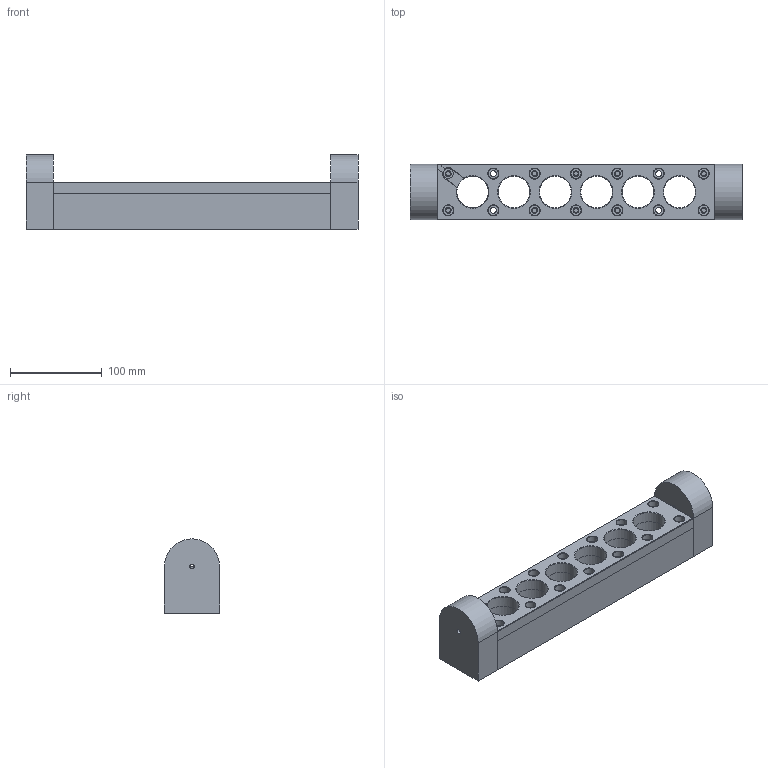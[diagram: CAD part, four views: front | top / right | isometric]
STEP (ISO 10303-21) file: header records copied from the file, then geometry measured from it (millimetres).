
FILE_DESCRIPTION(/* description */ (''),/* implementation_level */ '2;1');
FILE_NAME(/* name */ 'ER20 6S.step',/* time_stamp */ '2023-12-30T19:56:12-05:00',/* author */ (''),/* organization */ (''),/* preprocessor_version */ 'ST-DEVELOPER v20',/* originating_system */ 'Autodesk Translation Framework v12.14.0.127',/* authorisation */ '');
FILE_SCHEMA (('AUTOMOTIVE_DESIGN { 1 0 10303 214 3 1 1 }'));
Length unit declared in the file: millimetre
Products named in the file (1): Mockups
Bounding box: 361.2 x 60 x 80.8 mm (x, y, z)
Volume: 882207.4 mm3; surface area: 163272.2 mm2
Topology: 4 solids, 4 shells, 152 faces, 328 edges, 207 vertices
Faces by surface type: cylinder 66, plane 59, cone 27
Full cylindrical faces by diameter (mm): 5 x12, 6.35 x18, 11 x14, 34.5 x12
Entity records: 4311 total; most frequent: DIRECTION 795, CARTESIAN_POINT 688, ORIENTED_EDGE 656, EDGE_CURVE 328, AXIS2_PLACEMENT_3D 314, EDGE_LOOP 239, VERTEX_POINT 207, LINE 167
